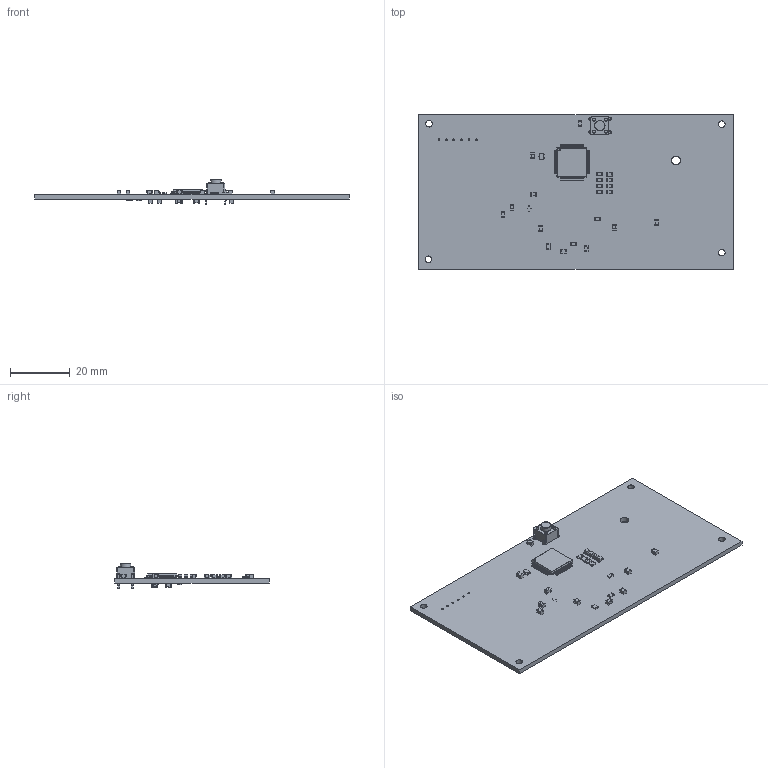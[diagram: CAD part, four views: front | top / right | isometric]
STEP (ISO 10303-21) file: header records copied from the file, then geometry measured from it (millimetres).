
FILE_DESCRIPTION(('KiCad electronic assembly'),'2;1');
FILE_NAME('PCB.step','2024-10-09T16:07:46',('Pcbnew'),('Kicad'), 'Open CASCADE STEP processor 7.8','KiCad to STEP converter','Unknown' );
FILE_SCHEMA(('AUTOMOTIVE_DESIGN { 1 0 10303 214 1 1 1 1 }'));
Length unit declared in the file: millimetre
Products named in the file (16): PCB 1; C_0805_2012Metric; SW_PUSH_6mm_H5mm; SW_PUSH_6mm_h5mm; LED_0805_2012Metric; R_0805_2012Metric; LQFP-64_10x10mm_P0.5mm; LQFP_64_10x10mm_P05mm; SOT-323_SC-70; SOT_323_SC_70; L_0805_2012Metric; _autosave-PCB_PCB
Assembly tree (41 placements, depth 3):
  PCB 1
    C_0805_2012Metric  x16
      C_0805_2012Metric
    SW_PUSH_6mm_H5mm
      SW_PUSH_6mm_h5mm
    LED_0805_2012Metric  x4
      LED_0805_2012Metric
    R_0805_2012Metric  x9
      R_0805_2012Metric
    LQFP-64_10x10mm_P0.5mm
      LQFP_64_10x10mm_P05mm
    SOT-323_SC-70
      SOT_323_SC_70
    L_0805_2012Metric
      L_0805_2012Metric
    _autosave-PCB_PCB
Bounding box: 105.52 x 51.78 x 8.5 mm (x, y, z)
Volume: 9050.9 mm3; surface area: 12347.5 mm2
Topology: 34 solids, 34 shells, 2120 faces, 5609 edges, 3601 vertices
Faces by surface type: plane 1359, cylinder 637, bspline 123, torus 1
Full cylindrical faces by diameter (mm): 0.203 x4, 0.5 x1, 0.64 x6, 1 x4, 1.1 x4, 2.2 x4, 3 x1, 3.5 x1
Entity records: 53302 total; most frequent: CARTESIAN_POINT 10126, ORIENTED_EDGE 7172, DIRECTION 6756, EDGE_CURVE 3586, LINE 2762, VECTOR 2762, VERTEX_POINT 2271, AXIS2_PLACEMENT_3D 1997
